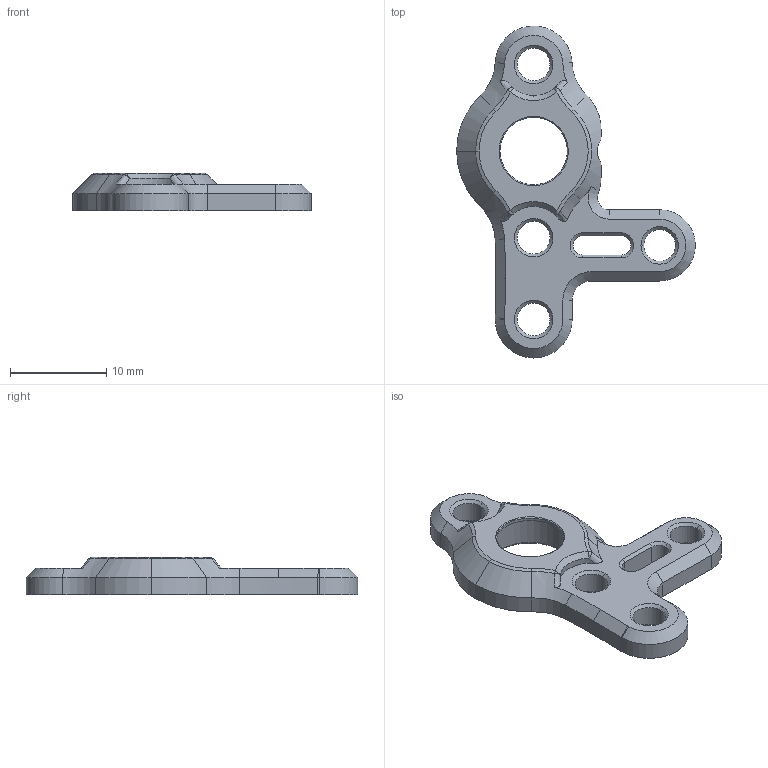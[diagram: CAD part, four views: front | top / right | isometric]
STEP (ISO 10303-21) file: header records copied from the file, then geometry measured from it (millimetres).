
FILE_DESCRIPTION (( 'STEP AP214' ), '1' );
FILE_NAME ('RIDGA_Sherpa_Mini_housing_front_k_4x8x3_bearing.STEP', '2023-03-24T19:32:00', ( '' ), ( '' ), 'SwSTEP 2.0', 'SolidWorks 2021', '' );
FILE_SCHEMA (( 'AUTOMOTIVE_DESIGN' ));
Length unit declared in the file: millimetre
Products named in the file (1): RIDGA_Sherpa_Mini_housing_front_k_4x8x3_bearing
Bounding box: 24.8 x 34.5 x 3.9 mm (x, y, z)
Volume: 949.2 mm3; surface area: 1150.4 mm2
Topology: 1 solids, 1 shells, 115 faces, 279 edges, 162 vertices
Faces by surface type: cone 53, cylinder 36, plane 18, bspline 8
Entity records: 3592 total; most frequent: CARTESIAN_POINT 865, DIRECTION 590, ORIENTED_EDGE 550, EDGE_CURVE 275, AXIS2_PLACEMENT_3D 233, VERTEX_POINT 162, EDGE_LOOP 127, CIRCLE 125
